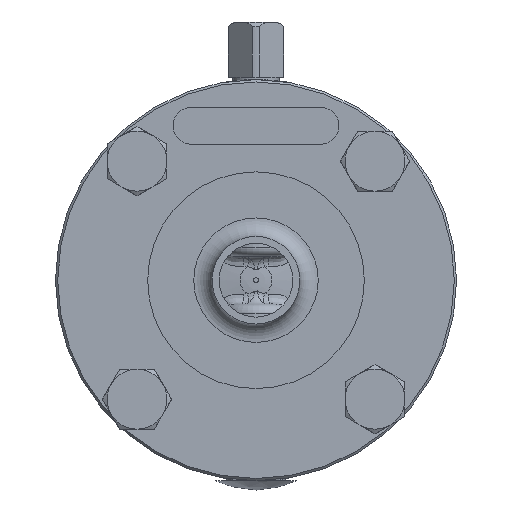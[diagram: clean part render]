
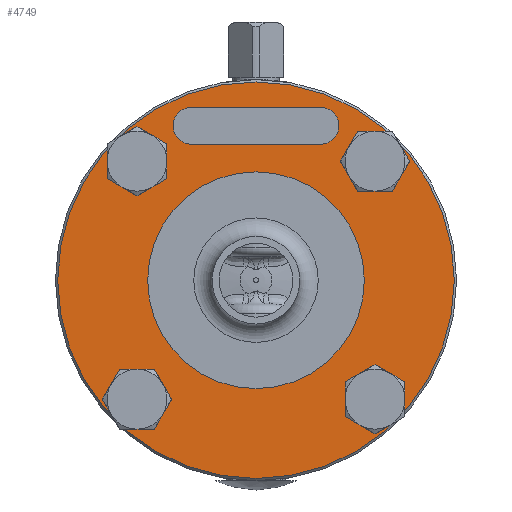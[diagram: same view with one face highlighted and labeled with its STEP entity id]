
A CAD part, left-side view. The second image highlights one B-rep face of the part: STEP entity #4749.
In plain terms, the highlighted planar face has unit normal (-1, 0, 0).
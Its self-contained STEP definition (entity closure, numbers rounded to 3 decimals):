
#260=FACE_BOUND('',#694,.T.);
#261=FACE_BOUND('',#695,.T.);
#262=FACE_BOUND('',#696,.T.);
#263=FACE_BOUND('',#697,.T.);
#264=FACE_BOUND('',#698,.T.);
#265=FACE_BOUND('',#699,.T.);
#288=PLANE('',#5061);
#403=FACE_OUTER_BOUND('',#693,.T.);
#693=EDGE_LOOP('',(#3138));
#694=EDGE_LOOP('',(#3139,#3140));
#695=EDGE_LOOP('',(#3141,#3142));
#696=EDGE_LOOP('',(#3143,#3144));
#697=EDGE_LOOP('',(#3145,#3146));
#698=EDGE_LOOP('',(#3147,#3148));
#699=EDGE_LOOP('',(#3149,#3150,#3151,#3152));
#1012=CIRCLE('',#5062,43.);
#1013=CIRCLE('',#5063,23.5);
#1014=CIRCLE('',#5064,23.5);
#1015=CIRCLE('',#5065,5.7);
#1016=CIRCLE('',#5066,5.7);
#1017=CIRCLE('',#5067,5.7);
#1018=CIRCLE('',#5068,5.7);
#1019=CIRCLE('',#5069,5.7);
#1020=CIRCLE('',#5070,5.7);
#1021=CIRCLE('',#5071,5.7);
#1022=CIRCLE('',#5072,5.7);
#1023=CIRCLE('',#5073,4.);
#1024=CIRCLE('',#5074,4.);
#1494=LINE('',#6982,#1673);
#1495=LINE('',#6985,#1674);
#1673=VECTOR('',#5639,10.);
#1674=VECTOR('',#5642,10.);
#1858=VERTEX_POINT('',#6956);
#1859=VERTEX_POINT('',#6958);
#1860=VERTEX_POINT('',#6959);
#1861=VERTEX_POINT('',#6962);
#1862=VERTEX_POINT('',#6963);
#1863=VERTEX_POINT('',#6966);
#1864=VERTEX_POINT('',#6967);
#1865=VERTEX_POINT('',#6970);
#1866=VERTEX_POINT('',#6971);
#1867=VERTEX_POINT('',#6974);
#1868=VERTEX_POINT('',#6975);
#1869=VERTEX_POINT('',#6978);
#1870=VERTEX_POINT('',#6979);
#1871=VERTEX_POINT('',#6981);
#1872=VERTEX_POINT('',#6983);
#2364=EDGE_CURVE('',#1858,#1858,#1012,.T.);
#2365=EDGE_CURVE('',#1859,#1860,#1013,.T.);
#2366=EDGE_CURVE('',#1860,#1859,#1014,.T.);
#2367=EDGE_CURVE('',#1861,#1862,#1015,.T.);
#2368=EDGE_CURVE('',#1862,#1861,#1016,.T.);
#2369=EDGE_CURVE('',#1863,#1864,#1017,.T.);
#2370=EDGE_CURVE('',#1864,#1863,#1018,.T.);
#2371=EDGE_CURVE('',#1865,#1866,#1019,.T.);
#2372=EDGE_CURVE('',#1866,#1865,#1020,.T.);
#2373=EDGE_CURVE('',#1867,#1868,#1021,.T.);
#2374=EDGE_CURVE('',#1868,#1867,#1022,.T.);
#2375=EDGE_CURVE('',#1869,#1870,#1023,.T.);
#2376=EDGE_CURVE('',#1871,#1869,#1494,.T.);
#2377=EDGE_CURVE('',#1872,#1871,#1024,.T.);
#2378=EDGE_CURVE('',#1870,#1872,#1495,.T.);
#3138=ORIENTED_EDGE('',*,*,#2364,.F.);
#3139=ORIENTED_EDGE('',*,*,#2365,.F.);
#3140=ORIENTED_EDGE('',*,*,#2366,.F.);
#3141=ORIENTED_EDGE('',*,*,#2367,.T.);
#3142=ORIENTED_EDGE('',*,*,#2368,.T.);
#3143=ORIENTED_EDGE('',*,*,#2369,.T.);
#3144=ORIENTED_EDGE('',*,*,#2370,.T.);
#3145=ORIENTED_EDGE('',*,*,#2371,.T.);
#3146=ORIENTED_EDGE('',*,*,#2372,.T.);
#3147=ORIENTED_EDGE('',*,*,#2373,.T.);
#3148=ORIENTED_EDGE('',*,*,#2374,.T.);
#3149=ORIENTED_EDGE('',*,*,#2375,.F.);
#3150=ORIENTED_EDGE('',*,*,#2376,.F.);
#3151=ORIENTED_EDGE('',*,*,#2377,.F.);
#3152=ORIENTED_EDGE('',*,*,#2378,.F.);
#4749=ADVANCED_FACE('',(#403,#260,#261,#262,#263,#264,#265),#288,.T.);
#5061=AXIS2_PLACEMENT_3D('',#6955,#5613,#5614);
#5062=AXIS2_PLACEMENT_3D('',#6957,#5615,#5616);
#5063=AXIS2_PLACEMENT_3D('',#6960,#5617,#5618);
#5064=AXIS2_PLACEMENT_3D('',#6961,#5619,#5620);
#5065=AXIS2_PLACEMENT_3D('',#6964,#5621,#5622);
#5066=AXIS2_PLACEMENT_3D('',#6965,#5623,#5624);
#5067=AXIS2_PLACEMENT_3D('',#6968,#5625,#5626);
#5068=AXIS2_PLACEMENT_3D('',#6969,#5627,#5628);
#5069=AXIS2_PLACEMENT_3D('',#6972,#5629,#5630);
#5070=AXIS2_PLACEMENT_3D('',#6973,#5631,#5632);
#5071=AXIS2_PLACEMENT_3D('',#6976,#5633,#5634);
#5072=AXIS2_PLACEMENT_3D('',#6977,#5635,#5636);
#5073=AXIS2_PLACEMENT_3D('',#6980,#5637,#5638);
#5074=AXIS2_PLACEMENT_3D('',#6984,#5640,#5641);
#5613=DIRECTION('center_axis',(-1.,0.,0.));
#5614=DIRECTION('ref_axis',(0.,-1.,0.));
#5615=DIRECTION('center_axis',(1.,0.,0.));
#5616=DIRECTION('ref_axis',(0.,0.,-1.));
#5617=DIRECTION('center_axis',(-1.,0.,0.));
#5618=DIRECTION('ref_axis',(0.,-1.,0.));
#5619=DIRECTION('center_axis',(-1.,0.,0.));
#5620=DIRECTION('ref_axis',(0.,-1.,0.));
#5621=DIRECTION('center_axis',(1.,0.,0.));
#5622=DIRECTION('ref_axis',(0.,1.,0.));
#5623=DIRECTION('center_axis',(1.,0.,0.));
#5624=DIRECTION('ref_axis',(0.,1.,0.));
#5625=DIRECTION('center_axis',(1.,0.,0.));
#5626=DIRECTION('ref_axis',(0.,0.,-1.));
#5627=DIRECTION('center_axis',(1.,0.,0.));
#5628=DIRECTION('ref_axis',(0.,0.,-1.));
#5629=DIRECTION('center_axis',(1.,0.,0.));
#5630=DIRECTION('ref_axis',(0.,-1.,0.));
#5631=DIRECTION('center_axis',(1.,0.,0.));
#5632=DIRECTION('ref_axis',(0.,-1.,0.));
#5633=DIRECTION('center_axis',(1.,0.,0.));
#5634=DIRECTION('ref_axis',(0.,0.,1.));
#5635=DIRECTION('center_axis',(1.,0.,0.));
#5636=DIRECTION('ref_axis',(0.,0.,1.));
#5637=DIRECTION('center_axis',(-1.,0.,0.));
#5638=DIRECTION('ref_axis',(0.,0.,1.));
#5639=DIRECTION('',(0.,1.,0.));
#5640=DIRECTION('center_axis',(-1.,0.,0.));
#5641=DIRECTION('ref_axis',(0.,0.,-1.));
#5642=DIRECTION('',(0.,-1.,0.));
#6955=CARTESIAN_POINT('Origin',(-10.,0.,23.5));
#6956=CARTESIAN_POINT('',(-10.,0.,43.));
#6957=CARTESIAN_POINT('Origin',(-10.,0.,0.));
#6958=CARTESIAN_POINT('',(-10.,0.,23.5));
#6959=CARTESIAN_POINT('',(-10.,0.,-23.5));
#6960=CARTESIAN_POINT('Origin',(-10.,0.,0.));
#6961=CARTESIAN_POINT('Origin',(-10.,0.,0.));
#6962=CARTESIAN_POINT('',(-10.,-20.109,25.809));
#6963=CARTESIAN_POINT('',(-10.,-31.509,25.809));
#6964=CARTESIAN_POINT('Origin',(-10.,-25.809,25.809));
#6965=CARTESIAN_POINT('Origin',(-10.,-25.809,25.809));
#6966=CARTESIAN_POINT('',(-10.,25.809,20.109));
#6967=CARTESIAN_POINT('',(-10.,25.809,31.509));
#6968=CARTESIAN_POINT('Origin',(-10.,25.809,25.809));
#6969=CARTESIAN_POINT('Origin',(-10.,25.809,25.809));
#6970=CARTESIAN_POINT('',(-10.,20.109,-25.809));
#6971=CARTESIAN_POINT('',(-10.,31.509,-25.809));
#6972=CARTESIAN_POINT('Origin',(-10.,25.809,-25.809));
#6973=CARTESIAN_POINT('Origin',(-10.,25.809,-25.809));
#6974=CARTESIAN_POINT('',(-10.,-25.809,-20.109));
#6975=CARTESIAN_POINT('',(-10.,-25.809,-31.509));
#6976=CARTESIAN_POINT('Origin',(-10.,-25.809,-25.809));
#6977=CARTESIAN_POINT('Origin',(-10.,-25.809,-25.809));
#6978=CARTESIAN_POINT('',(-10.,14.,37.5));
#6979=CARTESIAN_POINT('',(-10.,14.,29.5));
#6980=CARTESIAN_POINT('Origin',(-10.,14.,33.5));
#6981=CARTESIAN_POINT('',(-10.,-14.,37.5));
#6982=CARTESIAN_POINT('',(-10.,-14.,37.5));
#6983=CARTESIAN_POINT('',(-10.,-14.,29.5));
#6984=CARTESIAN_POINT('Origin',(-10.,-14.,33.5));
#6985=CARTESIAN_POINT('',(-10.,14.,29.5));
